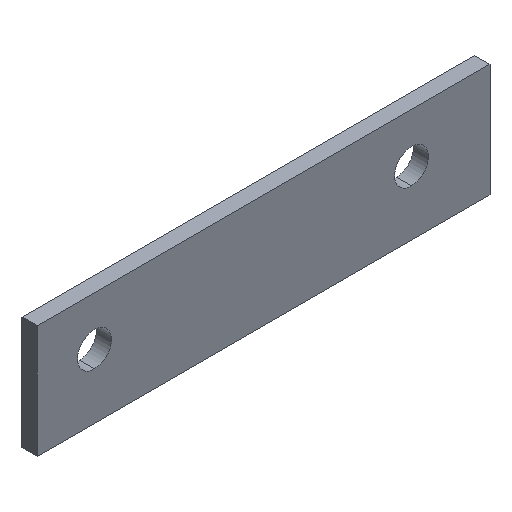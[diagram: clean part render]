
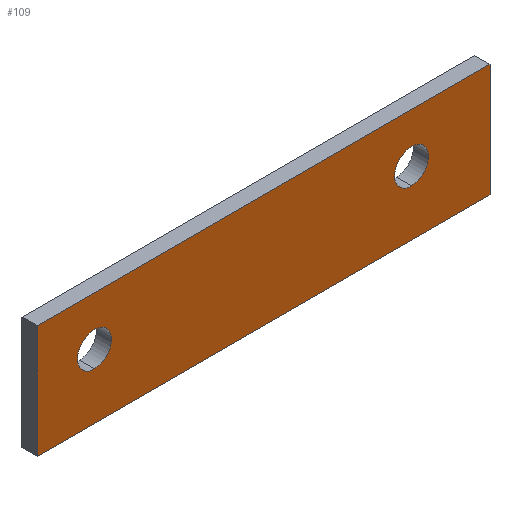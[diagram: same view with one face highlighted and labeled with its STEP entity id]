
A CAD part, isometric view. The second image highlights one B-rep face of the part: STEP entity #109.
In plain terms, the highlighted planar face has unit normal (0, -1, 0).
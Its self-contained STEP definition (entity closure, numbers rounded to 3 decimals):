
#2 = CARTESIAN_POINT ( 'NONE',  ( 0., 0., 0. ) ) ;
#8 = DIRECTION ( 'NONE',  ( 0., -1., 0. ) ) ;
#10 = CARTESIAN_POINT ( 'NONE',  ( 30., 0., -7.5 ) ) ;
#24 = EDGE_CURVE ( 'NONE', #173, #27, #322, .T. ) ;
#27 = VERTEX_POINT ( 'NONE', #205 ) ;
#32 = DIRECTION ( 'NONE',  ( 0., -1., 0. ) ) ;
#38 = DIRECTION ( 'NONE',  ( 0., -1., 0. ) ) ;
#39 = CARTESIAN_POINT ( 'NONE',  ( 19.601, 0., -1.25 ) ) ;
#41 = VECTOR ( 'NONE', #251, 1000. ) ;
#44 = DIRECTION ( 'NONE',  ( 0., 0., -1. ) ) ;
#45 = CARTESIAN_POINT ( 'NONE',  ( -22.399, 0., 3.25 ) ) ;
#46 = EDGE_LOOP ( 'NONE', ( #165, #102, #337, #151 ) ) ;
#53 = CIRCLE ( 'NONE', #76, 2.25 ) ;
#54 = ORIENTED_EDGE ( 'NONE', *, *, #57, .F. ) ;
#56 = EDGE_LOOP ( 'NONE', ( #243, #54 ) ) ;
#57 = EDGE_CURVE ( 'NONE', #117, #171, #53, .T. ) ;
#60 = CARTESIAN_POINT ( 'NONE',  ( -22.399, 0., -1.25 ) ) ;
#67 = FACE_BOUND ( 'NONE', #56, .T. ) ;
#68 = VECTOR ( 'NONE', #213, 1000. ) ;
#75 = EDGE_CURVE ( 'NONE', #171, #117, #110, .T. ) ;
#76 = AXIS2_PLACEMENT_3D ( 'NONE', #268, #155, #323 ) ;
#86 = AXIS2_PLACEMENT_3D ( 'NONE', #103, #38, #44 ) ;
#90 = EDGE_CURVE ( 'NONE', #220, #141, #153, .T. ) ;
#92 = DIRECTION ( 'NONE',  ( 0., 0., -1. ) ) ;
#102 = ORIENTED_EDGE ( 'NONE', *, *, #90, .F. ) ;
#103 = CARTESIAN_POINT ( 'NONE',  ( 19.601, 0., 1. ) ) ;
#104 = DIRECTION ( 'NONE',  ( 0., 0., -1. ) ) ;
#107 = CARTESIAN_POINT ( 'NONE',  ( 19.601, 0., 3.25 ) ) ;
#109 = ADVANCED_FACE ( 'NONE', ( #237, #67, #238 ), #183, .T. ) ;
#110 = CIRCLE ( 'NONE', #330, 2.25 ) ;
#117 = VERTEX_POINT ( 'NONE', #60 ) ;
#127 = CARTESIAN_POINT ( 'NONE',  ( -30., 0., -7.5 ) ) ;
#138 = AXIS2_PLACEMENT_3D ( 'NONE', #333, #166, #104 ) ;
#140 = CARTESIAN_POINT ( 'NONE',  ( 30., 0., 7.5 ) ) ;
#141 = VERTEX_POINT ( 'NONE', #214 ) ;
#151 = ORIENTED_EDGE ( 'NONE', *, *, #24, .F. ) ;
#153 = LINE ( 'NONE', #212, #269 ) ;
#155 = DIRECTION ( 'NONE',  ( 0., -1., 0. ) ) ;
#165 = ORIENTED_EDGE ( 'NONE', *, *, #181, .F. ) ;
#166 = DIRECTION ( 'NONE',  ( 0., -1., 0. ) ) ;
#171 = VERTEX_POINT ( 'NONE', #45 ) ;
#173 = VERTEX_POINT ( 'NONE', #10 ) ;
#181 = EDGE_CURVE ( 'NONE', #141, #173, #276, .T. ) ;
#183 = PLANE ( 'NONE',  #189 ) ;
#184 = CIRCLE ( 'NONE', #138, 2.25 ) ;
#189 = AXIS2_PLACEMENT_3D ( 'NONE', #2, #32, #344 ) ;
#203 = VECTOR ( 'NONE', #217, 1000. ) ;
#205 = CARTESIAN_POINT ( 'NONE',  ( -30., 0., -7.5 ) ) ;
#208 = DIRECTION ( 'NONE',  ( 1., 0., 0. ) ) ;
#212 = CARTESIAN_POINT ( 'NONE',  ( -30., 0., 7.5 ) ) ;
#213 = DIRECTION ( 'NONE',  ( -1., 0., 0. ) ) ;
#214 = CARTESIAN_POINT ( 'NONE',  ( 30., 0., 7.5 ) ) ;
#217 = DIRECTION ( 'NONE',  ( 0., 0., 1. ) ) ;
#220 = VERTEX_POINT ( 'NONE', #370 ) ;
#231 = VERTEX_POINT ( 'NONE', #39 ) ;
#237 = FACE_BOUND ( 'NONE', #308, .T. ) ;
#238 = FACE_OUTER_BOUND ( 'NONE', #46, .T. ) ;
#242 = EDGE_CURVE ( 'NONE', #231, #278, #184, .T. ) ;
#243 = ORIENTED_EDGE ( 'NONE', *, *, #75, .F. ) ;
#244 = LINE ( 'NONE', #353, #203 ) ;
#251 = DIRECTION ( 'NONE',  ( 0., 0., -1. ) ) ;
#257 = ORIENTED_EDGE ( 'NONE', *, *, #288, .F. ) ;
#268 = CARTESIAN_POINT ( 'NONE',  ( -22.399, 0., 1. ) ) ;
#269 = VECTOR ( 'NONE', #208, 1000. ) ;
#276 = LINE ( 'NONE', #140, #41 ) ;
#278 = VERTEX_POINT ( 'NONE', #107 ) ;
#288 = EDGE_CURVE ( 'NONE', #278, #231, #303, .T. ) ;
#291 = CARTESIAN_POINT ( 'NONE',  ( -22.399, 0., 1. ) ) ;
#303 = CIRCLE ( 'NONE', #86, 2.25 ) ;
#308 = EDGE_LOOP ( 'NONE', ( #257, #327 ) ) ;
#309 = EDGE_CURVE ( 'NONE', #27, #220, #244, .T. ) ;
#322 = LINE ( 'NONE', #127, #68 ) ;
#323 = DIRECTION ( 'NONE',  ( 0., 0., -1. ) ) ;
#327 = ORIENTED_EDGE ( 'NONE', *, *, #242, .F. ) ;
#330 = AXIS2_PLACEMENT_3D ( 'NONE', #291, #8, #92 ) ;
#333 = CARTESIAN_POINT ( 'NONE',  ( 19.601, 0., 1. ) ) ;
#337 = ORIENTED_EDGE ( 'NONE', *, *, #309, .F. ) ;
#344 = DIRECTION ( 'NONE',  ( 0., 0., -1. ) ) ;
#353 = CARTESIAN_POINT ( 'NONE',  ( -30., 0., 7.5 ) ) ;
#370 = CARTESIAN_POINT ( 'NONE',  ( -30., 0., 7.5 ) ) ;
